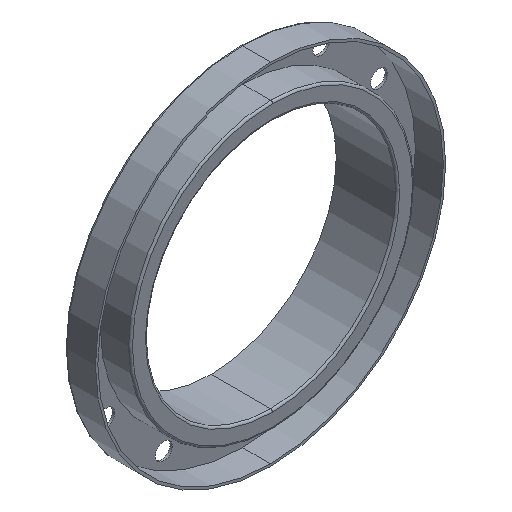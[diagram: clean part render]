
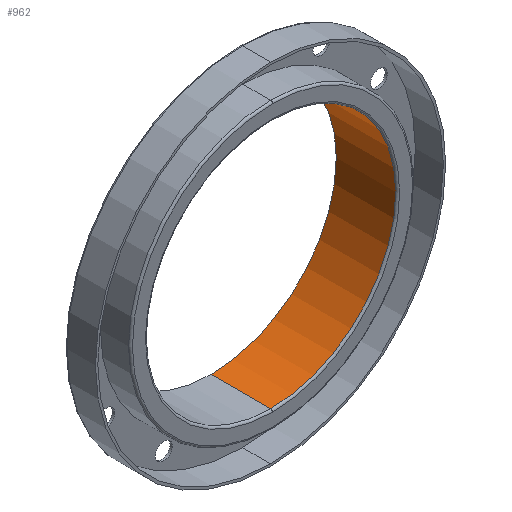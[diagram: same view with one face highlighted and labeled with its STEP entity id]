
A CAD part, isometric view. The second image highlights one B-rep face of the part: STEP entity #962.
In plain terms, the highlighted cylindrical face has radius 158.94 mm (diameter 317.881 mm), a partial arc.
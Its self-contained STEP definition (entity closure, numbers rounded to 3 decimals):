
#34 = DIRECTION ( 'NONE',  ( 0., 0., 1. ) ) ;
#45 = DIRECTION ( 'NONE',  ( 0., 1., 0. ) ) ;
#77 = VERTEX_POINT ( 'NONE', #776 ) ;
#142 = VECTOR ( 'NONE', #1537, 1000. ) ;
#227 = EDGE_LOOP ( 'NONE', ( #1875, #883, #554, #1319 ) ) ;
#328 = VECTOR ( 'NONE', #45, 1000. ) ;
#373 = FACE_OUTER_BOUND ( 'NONE', #227, .T. ) ;
#425 = DIRECTION ( 'NONE',  ( 0., 1., 0. ) ) ;
#448 = CARTESIAN_POINT ( 'NONE',  ( 0., 75.5, 158.94 ) ) ;
#487 = EDGE_CURVE ( 'NONE', #1316, #77, #588, .T. ) ;
#554 = ORIENTED_EDGE ( 'NONE', *, *, #1067, .T. ) ;
#588 = CIRCLE ( 'NONE', #1246, 158.94 ) ;
#624 = EDGE_CURVE ( 'NONE', #77, #985, #1260, .T. ) ;
#664 = CARTESIAN_POINT ( 'NONE',  ( 0., 75.5, -158.94 ) ) ;
#674 = CYLINDRICAL_SURFACE ( 'NONE', #1880, 158.94 ) ;
#776 = CARTESIAN_POINT ( 'NONE',  ( 0., 0., -158.94 ) ) ;
#801 = AXIS2_PLACEMENT_3D ( 'NONE', #1708, #1672, #34 ) ;
#861 = CIRCLE ( 'NONE', #801, 158.94 ) ;
#868 = CARTESIAN_POINT ( 'NONE',  ( 0., 0., 158.94 ) ) ;
#883 = ORIENTED_EDGE ( 'NONE', *, *, #487, .F. ) ;
#953 = DIRECTION ( 'NONE',  ( 0., 1., 0. ) ) ;
#962 = ADVANCED_FACE ( 'NONE', ( #373 ), #674, .F. ) ;
#970 = DIRECTION ( 'NONE',  ( 0., 0., 1. ) ) ;
#985 = VERTEX_POINT ( 'NONE', #664 ) ;
#1067 = EDGE_CURVE ( 'NONE', #1316, #1843, #1096, .T. ) ;
#1096 = LINE ( 'NONE', #1565, #328 ) ;
#1163 = CARTESIAN_POINT ( 'NONE',  ( 0., 115.261, 0. ) ) ;
#1246 = AXIS2_PLACEMENT_3D ( 'NONE', #1745, #953, #1280 ) ;
#1260 = LINE ( 'NONE', #1699, #142 ) ;
#1280 = DIRECTION ( 'NONE',  ( 0., 0., 1. ) ) ;
#1316 = VERTEX_POINT ( 'NONE', #868 ) ;
#1319 = ORIENTED_EDGE ( 'NONE', *, *, #1379, .T. ) ;
#1379 = EDGE_CURVE ( 'NONE', #1843, #985, #861, .T. ) ;
#1537 = DIRECTION ( 'NONE',  ( 0., 1., 0. ) ) ;
#1565 = CARTESIAN_POINT ( 'NONE',  ( 0., 115.261, 158.94 ) ) ;
#1672 = DIRECTION ( 'NONE',  ( 0., 1., 0. ) ) ;
#1699 = CARTESIAN_POINT ( 'NONE',  ( 0., 115.261, -158.94 ) ) ;
#1708 = CARTESIAN_POINT ( 'NONE',  ( 0., 75.5, 0. ) ) ;
#1745 = CARTESIAN_POINT ( 'NONE',  ( 0., 0., 0. ) ) ;
#1843 = VERTEX_POINT ( 'NONE', #448 ) ;
#1875 = ORIENTED_EDGE ( 'NONE', *, *, #624, .F. ) ;
#1880 = AXIS2_PLACEMENT_3D ( 'NONE', #1163, #425, #970 ) ;
